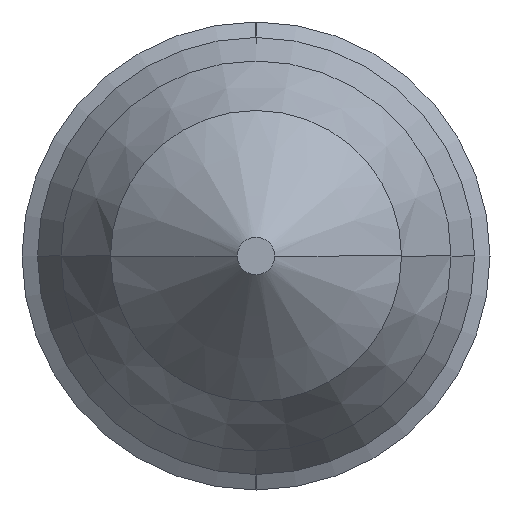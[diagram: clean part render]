
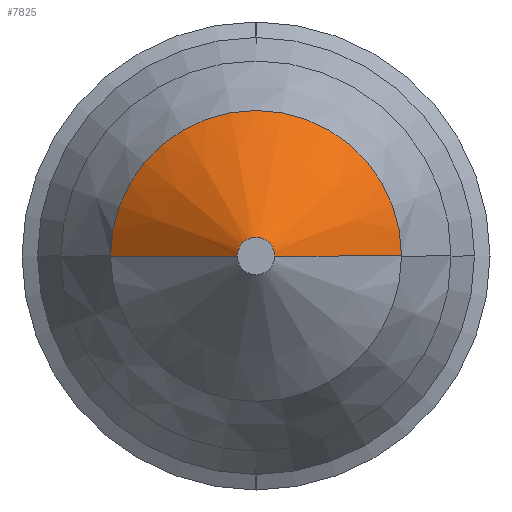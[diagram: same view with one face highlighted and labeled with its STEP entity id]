
A CAD part, left-side view. The second image highlights one B-rep face of the part: STEP entity #7825.
In plain terms, the highlighted conical face has half-angle 45 degrees and reference radius 2.464 mm.
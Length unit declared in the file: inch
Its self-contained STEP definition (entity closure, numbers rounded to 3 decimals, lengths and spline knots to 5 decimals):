
#114 = ORIENTED_EDGE ( 'NONE', *, *, #3696, .F. ) ;
#355 = CARTESIAN_POINT ( 'NONE',  ( -2.6155, 0.097, 0. ) ) ;
#424 = VERTEX_POINT ( 'NONE', #9646 ) ;
#804 = AXIS2_PLACEMENT_3D ( 'NONE', #3147, #8837, #2169 ) ;
#1375 = CARTESIAN_POINT ( 'NONE',  ( -2.6155, 0.097, 0. ) ) ;
#2169 = DIRECTION ( 'NONE',  ( 0., -1., 0. ) ) ;
#2239 = CARTESIAN_POINT ( 'NONE',  ( -2.6155, 0., 0. ) ) ;
#2340 = AXIS2_PLACEMENT_3D ( 'NONE', #8276, #7445, #4693 ) ;
#2969 = CONICAL_SURFACE ( 'NONE', #2340, 0.097, 0.785 ) ;
#3147 = CARTESIAN_POINT ( 'NONE',  ( -2.7, 0., 0. ) ) ;
#3232 = DIRECTION ( 'NONE',  ( -1., 0., 0. ) ) ;
#3696 = EDGE_CURVE ( 'NONE', #424, #11991, #7974, .T. ) ;
#4577 = CARTESIAN_POINT ( 'NONE',  ( -2.6155, -0.097, 0. ) ) ;
#4665 = CARTESIAN_POINT ( 'NONE',  ( -2.6155, -0.097, 0. ) ) ;
#4693 = DIRECTION ( 'NONE',  ( 0., 1., 0. ) ) ;
#5064 = LINE ( 'NONE', #355, #7881 ) ;
#5731 = CIRCLE ( 'NONE', #10249, 0.097 ) ;
#5821 = FACE_OUTER_BOUND ( 'NONE', #11427, .T. ) ;
#6951 = ORIENTED_EDGE ( 'NONE', *, *, #12049, .T. ) ;
#7163 = ORIENTED_EDGE ( 'NONE', *, *, #9588, .T. ) ;
#7445 = DIRECTION ( 'NONE',  ( 1., 0., 0. ) ) ;
#7745 = VERTEX_POINT ( 'NONE', #1375 ) ;
#7825 = ADVANCED_FACE ( 'NONE', ( #5821 ), #2969, .T. ) ;
#7881 = VECTOR ( 'NONE', #9839, 39.37008 ) ;
#7974 = CIRCLE ( 'NONE', #804, 0.0125 ) ;
#8139 = CARTESIAN_POINT ( 'NONE',  ( -2.7, 0.0125, 0. ) ) ;
#8161 = EDGE_CURVE ( 'NONE', #11991, #7745, #5064, .T. ) ;
#8276 = CARTESIAN_POINT ( 'NONE',  ( -2.6155, 0., 0. ) ) ;
#8432 = DIRECTION ( 'NONE',  ( 0.707, -0.707, 0. ) ) ;
#8624 = ORIENTED_EDGE ( 'NONE', *, *, #8161, .F. ) ;
#8837 = DIRECTION ( 'NONE',  ( -1., 0., 0. ) ) ;
#9216 = LINE ( 'NONE', #4665, #9802 ) ;
#9588 = EDGE_CURVE ( 'NONE', #9721, #7745, #5731, .T. ) ;
#9646 = CARTESIAN_POINT ( 'NONE',  ( -2.7, -0.0125, 0. ) ) ;
#9721 = VERTEX_POINT ( 'NONE', #4577 ) ;
#9802 = VECTOR ( 'NONE', #8432, 39.37008 ) ;
#9839 = DIRECTION ( 'NONE',  ( 0.707, 0.707, 0. ) ) ;
#9872 = DIRECTION ( 'NONE',  ( 0., -1., 0. ) ) ;
#10249 = AXIS2_PLACEMENT_3D ( 'NONE', #2239, #3232, #9872 ) ;
#11427 = EDGE_LOOP ( 'NONE', ( #114, #6951, #7163, #8624 ) ) ;
#11991 = VERTEX_POINT ( 'NONE', #8139 ) ;
#12049 = EDGE_CURVE ( 'NONE', #424, #9721, #9216, .T. ) ;
